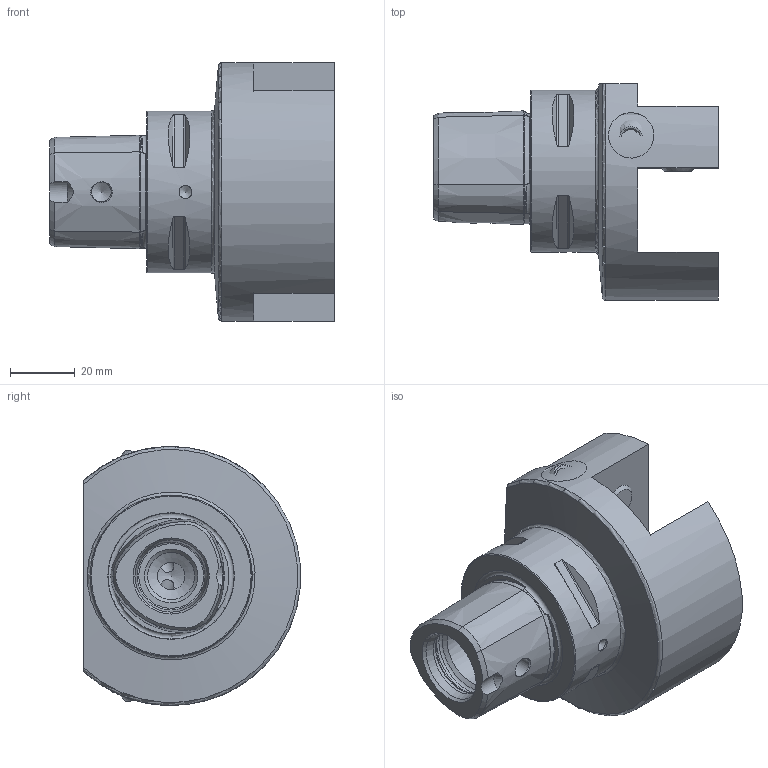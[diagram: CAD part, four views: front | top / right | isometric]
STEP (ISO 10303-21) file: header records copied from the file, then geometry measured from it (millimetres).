
FILE_DESCRIPTION (( 'STEP AP214' ), '1' );
FILE_NAME ('PS5.V25.N11.058.STEP', '2020-11-20T16:08:55', ( '' ), ( '' ), 'SwSTEP 2.0', 'SolidWorks 2017', '' );
FILE_SCHEMA (( 'AUTOMOTIVE_DESIGN' ));
Length unit declared in the file: millimetre
Products named in the file (6): PS5.V25.N11.058; PS5-V25.N11.058_A; KU1-U14.001.012; KU1-U14.001.012_1; ISO 4026 - M12 x 20; KU1-U14.001.012_2
Assembly tree (8 placements, depth 3):
  PS5.V25.N11.058
    PS5-V25.N11.058_A
    KU1-U14.001.012  x2
      KU1-U14.001.012_1
      KU1-U14.001.012_2
    ISO 4026 - M12 x 20  x3
Bounding box: 88 x 66.87 x 79.97 mm (x, y, z)
Volume: 158448.3 mm3; surface area: 38473.4 mm2
Topology: 8 solids, 8 shells, 162 faces, 374 edges, 236 vertices
Faces by surface type: plane 61, cone 45, cylinder 36, torus 16, sphere 4
Full cylindrical faces by diameter (mm): 4 x1, 5 x4, 6.1 x2, 8.5 x1, 10 x2, 10.2 x3, 12 x3, 14 x4, 14.5 x1, 21 x2, 24 x1, 50 x1
Entity records: 4416 total; most frequent: CARTESIAN_POINT 1489, DIRECTION 559, ORIENTED_EDGE 486, EDGE_CURVE 243, AXIS2_PLACEMENT_3D 242, EDGE_LOOP 193, VERTEX_POINT 174, FACE_OUTER_BOUND 155
